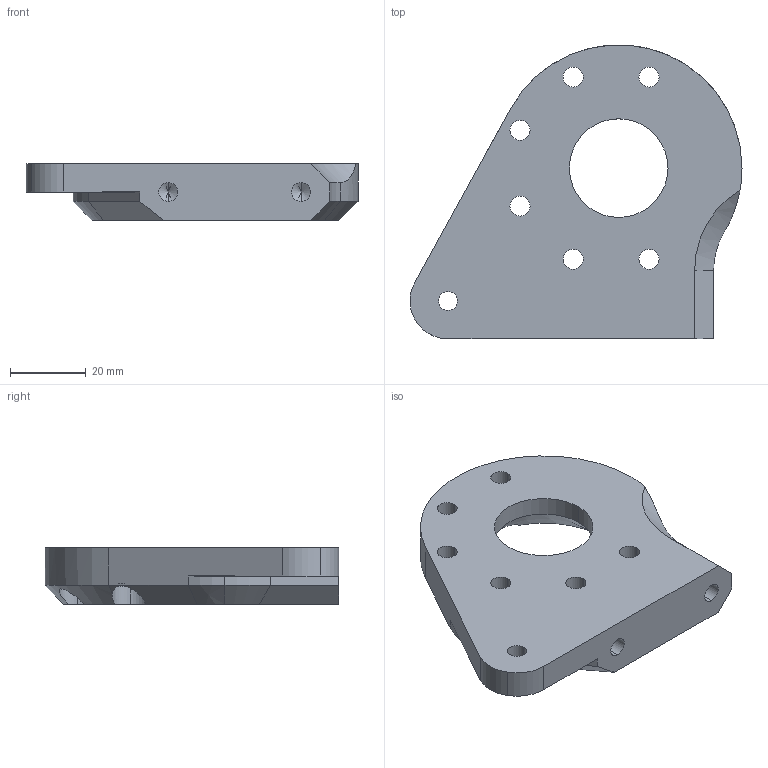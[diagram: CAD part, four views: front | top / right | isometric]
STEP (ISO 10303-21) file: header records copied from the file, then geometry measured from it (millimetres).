
FILE_DESCRIPTION (( 'STEP AP203' ), '1' );
FILE_NAME ('X-Series Heavy Bracket- Left.step_Default_sldprt.STEP', '2022-11-09T04:42:49', ( '' ), ( '' ), 'SwSTEP 2.0', 'SolidWorks 2022', '' );
FILE_SCHEMA (( 'CONFIG_CONTROL_DESIGN' ));
Length unit declared in the file: millimetre
Products named in the file (1): X-Series Heavy Bracket- Left.step_Default_sldprt
Bounding box: 87.5 x 77.47 x 15 mm (x, y, z)
Volume: 52635.4 mm3; surface area: 15028.7 mm2
Topology: 1 solids, 1 shells, 69 faces, 188 edges, 119 vertices
Faces by surface type: cylinder 39, plane 18, cone 12
Entity records: 2560 total; most frequent: CARTESIAN_POINT 660, DIRECTION 411, ORIENTED_EDGE 368, EDGE_CURVE 184, AXIS2_PLACEMENT_3D 168, VERTEX_POINT 119, CIRCLE 98, EDGE_LOOP 87
